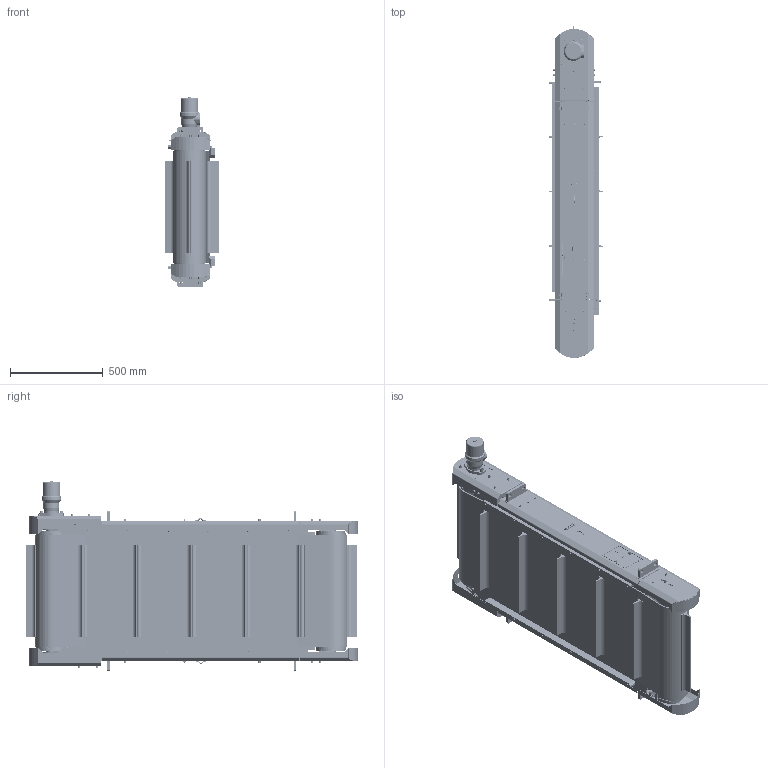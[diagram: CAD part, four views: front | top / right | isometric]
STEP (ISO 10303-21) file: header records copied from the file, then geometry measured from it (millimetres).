
FILE_DESCRIPTION(/* description */ (''),/* implementation_level */ '2;1');
FILE_NAME(/* name */ 'RONC100531.stp',/* time_stamp */ '2023-09-01T11:39:15+02:00',/* author */ ('PH'),/* organization */ (''),/* preprocessor_version */ 'ST-DEVELOPER v18.1',/* originating_system */ 'Autodesk Inventor 2021',/* authorisation */ '');
FILE_SCHEMA (('AUTOMOTIVE_DESIGN { 1 0 10303 214 3 1 1 }'));
Products named in the file (1): RONC100531_Obal_1
Bounding box: 289.99 x 1788.2 x 1021.09 mm (x, y, z)
Volume: 57042521.7 mm3; surface area: 14694346.8 mm2
Topology: 25 solids, 25 shells, 7675 faces, 20128 edges, 12859 vertices
Faces by surface type: plane 4634, cylinder 1435, bspline 779, cone 657, torus 140, sphere 30
Full cylindrical faces by diameter (mm): 3.15 x2, 3.2 x8, 4 x4, 5.459 x4, 6 x77, 6.4 x4, 6.5 x9, 6.6 x12, 6.647 x9, 6.917 x4, 7 x32, 7.318 x4, 7.323 x13, 8 x65, 8.4 x29, 8.5 x4, 8.566 x4, 8.7 x4, 9 x2, 9.188 x7, 9.59 x2, 9.6 x2, 10 x44, 10.5 x8, 11 x16, 11.4 x13, 12 x16, 12.5 x2, 13 x27, 14 x6
Entity records: 255436 total; most frequent: CARTESIAN_POINT 64286, ORIENTED_EDGE 40054, DIRECTION 35278, EDGE_CURVE 20027, VERTEX_POINT 12867, LINE 12238, VECTOR 12238, AXIS2_PLACEMENT_3D 11520
